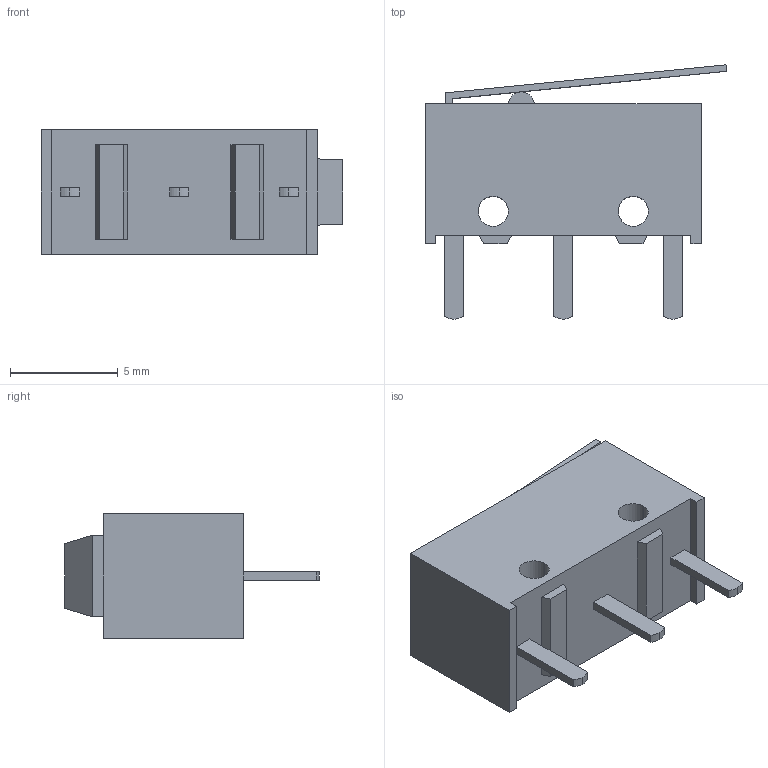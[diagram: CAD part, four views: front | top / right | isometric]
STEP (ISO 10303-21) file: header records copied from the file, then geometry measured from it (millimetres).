
FILE_DESCRIPTION (( 'STEP AP203' ), '1' );
FILE_NAME ('D2FS_FL_N.step', '2013-10-18T04:08:59', ( 'OSMC1.0 匠エンジニアリング山之内' ), ( 'TAKUMI-Engniaring' ), 'SwSTEP 2.0', 'SolidWorks 2002025', '' );
FILE_SCHEMA (( 'CONFIG_CONTROL_DESIGN' ));
Length unit declared in the file: millimetre
Products named in the file (4): D2FS_FL_N; D2FS_FL_N_BASE; D2FS_FL_N_BUTTON; D2FS_FL_N_LEVER
Assembly tree (3 placements, depth 2):
  D2FS_FL_N
    D2FS_FL_N_BASE
    D2FS_FL_N_BUTTON
    D2FS_FL_N_LEVER
Bounding box: 13.98 x 11.8 x 5.8 mm (x, y, z)
Volume: 458.6 mm3; surface area: 612.5 mm2
Topology: 3 solids, 3 shells, 68 faces, 165 edges, 110 vertices
Faces by surface type: plane 57, cylinder 11
Entity records: 2393 total; most frequent: CARTESIAN_POINT 349, DIRECTION 335, ORIENTED_EDGE 330, EDGE_CURVE 165, LINE 143, VECTOR 143, VERTEX_POINT 110, AXIS2_PLACEMENT_3D 96
